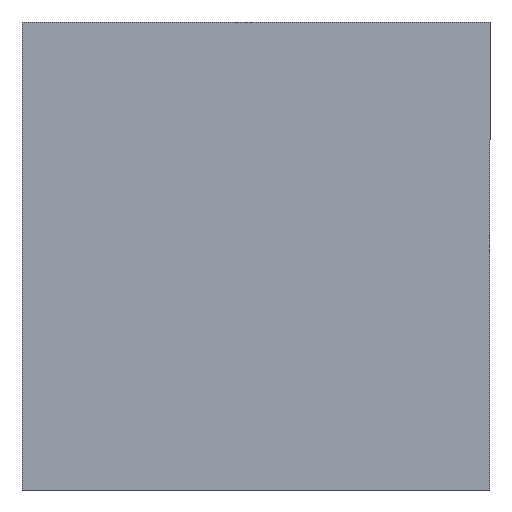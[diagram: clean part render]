
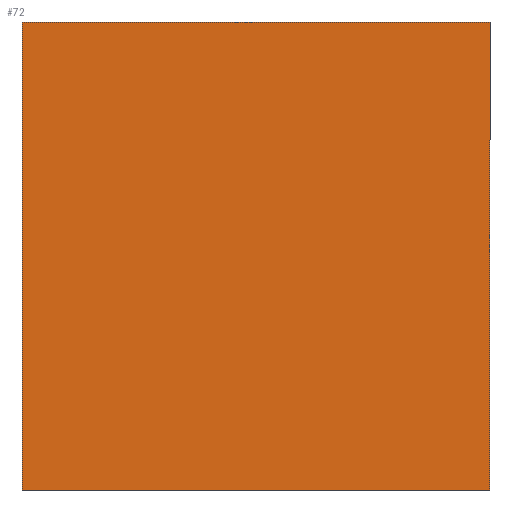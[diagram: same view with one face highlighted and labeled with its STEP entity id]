
A CAD part, front view. The second image highlights one B-rep face of the part: STEP entity #72.
In plain terms, the highlighted planar face has unit normal (0, -1, 0).
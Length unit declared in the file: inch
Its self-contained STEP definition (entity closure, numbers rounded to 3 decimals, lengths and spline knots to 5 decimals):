
#6 = CARTESIAN_POINT ( 'NONE',  ( 0., 0., -2. ) ) ;
#8 = CARTESIAN_POINT ( 'NONE',  ( 2., 0., 0. ) ) ;
#11 = CARTESIAN_POINT ( 'NONE',  ( 0., 0., 0. ) ) ;
#34 = PLANE ( 'NONE',  #77 ) ;
#35 = CARTESIAN_POINT ( 'NONE',  ( 0., 0., 0. ) ) ;
#36 = DIRECTION ( 'NONE',  ( 0., -1., 0. ) ) ;
#37 = DIRECTION ( 'NONE',  ( 0., 0., -1. ) ) ;
#38 = LINE ( 'NONE', #39, #81 ) ;
#39 = CARTESIAN_POINT ( 'NONE',  ( 2., 0., 0. ) ) ;
#40 = DIRECTION ( 'NONE',  ( 1., 0., 0. ) ) ;
#41 = CARTESIAN_POINT ( 'NONE',  ( 2., 0., -2. ) ) ;
#51 = FACE_OUTER_BOUND ( 'NONE', #107, .T. ) ;
#58 = EDGE_CURVE ( 'NONE', #191, #202, #112, .T. ) ;
#60 = EDGE_CURVE ( 'NONE', #189, #191, #118, .T. ) ;
#63 = EDGE_CURVE ( 'NONE', #199, #189, #127, .T. ) ;
#72 = ADVANCED_FACE ( 'NONE', ( #51 ), #34, .T. ) ;
#73 = EDGE_CURVE ( 'NONE', #202, #199, #38, .T. ) ;
#77 = AXIS2_PLACEMENT_3D ( 'NONE', #35, #36, #37 ) ;
#81 = VECTOR ( 'NONE', #40, 39.37008 ) ;
#107 = EDGE_LOOP ( 'NONE', ( #185, #186, #187, #184 ) ) ;
#112 = LINE ( 'NONE', #113, #155 ) ;
#113 = CARTESIAN_POINT ( 'NONE',  ( 0., 0., 0. ) ) ;
#114 = DIRECTION ( 'NONE',  ( 0., 0., 1. ) ) ;
#118 = LINE ( 'NONE', #119, #157 ) ;
#119 = CARTESIAN_POINT ( 'NONE',  ( 0., 0., -2. ) ) ;
#120 = DIRECTION ( 'NONE',  ( -1., 0., 0. ) ) ;
#127 = LINE ( 'NONE', #128, #151 ) ;
#128 = CARTESIAN_POINT ( 'NONE',  ( 2., 0., -2. ) ) ;
#129 = DIRECTION ( 'NONE',  ( 0., 0., -1. ) ) ;
#151 = VECTOR ( 'NONE', #129, 39.37008 ) ;
#155 = VECTOR ( 'NONE', #114, 39.37008 ) ;
#157 = VECTOR ( 'NONE', #120, 39.37008 ) ;
#184 = ORIENTED_EDGE ( 'NONE', *, *, #63, .F. ) ;
#185 = ORIENTED_EDGE ( 'NONE', *, *, #73, .F. ) ;
#186 = ORIENTED_EDGE ( 'NONE', *, *, #58, .F. ) ;
#187 = ORIENTED_EDGE ( 'NONE', *, *, #60, .F. ) ;
#189 = VERTEX_POINT ( 'NONE', #41 ) ;
#191 = VERTEX_POINT ( 'NONE', #6 ) ;
#199 = VERTEX_POINT ( 'NONE', #8 ) ;
#202 = VERTEX_POINT ( 'NONE', #11 ) ;
